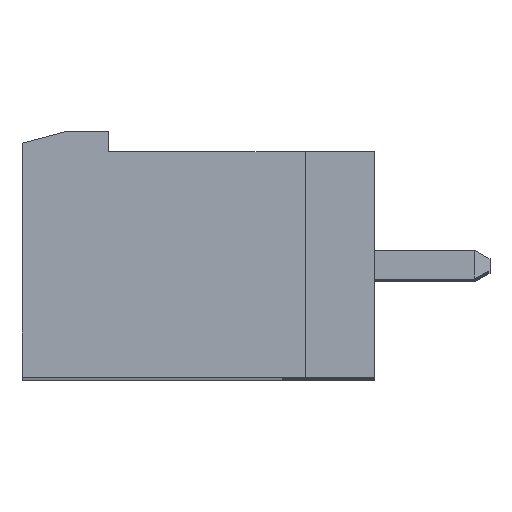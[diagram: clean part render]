
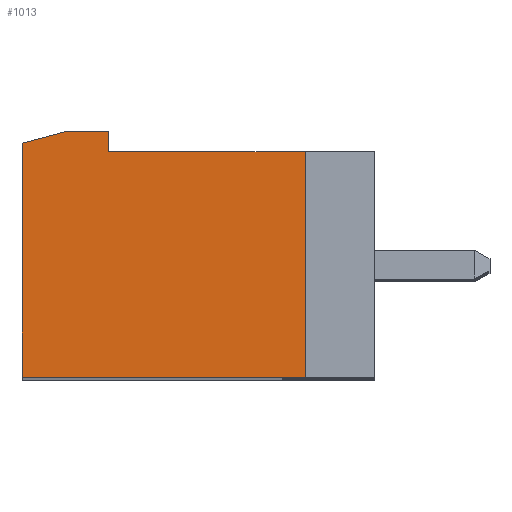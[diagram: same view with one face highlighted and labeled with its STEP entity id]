
A CAD part, top view. The second image highlights one B-rep face of the part: STEP entity #1013.
In plain terms, the highlighted planar face has unit normal (0, 0, 1).
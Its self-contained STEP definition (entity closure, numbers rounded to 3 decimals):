
#1013 = ADVANCED_FACE( '', ( #2254 ), #2255, .F. );
#2254 = FACE_OUTER_BOUND( '', #3722, .T. );
#2255 = PLANE( '', #3723 );
#3722 = EDGE_LOOP( '', ( #6755, #6756, #6757, #6758, #6759, #6760, #6761 ) );
#3723 = AXIS2_PLACEMENT_3D( '', #6762, #6763, #6764 );
#6755 = ORIENTED_EDGE( '', *, *, #9338, .F. );
#6756 = ORIENTED_EDGE( '', *, *, #9826, .F. );
#6757 = ORIENTED_EDGE( '', *, *, #9377, .F. );
#6758 = ORIENTED_EDGE( '', *, *, #9748, .F. );
#6759 = ORIENTED_EDGE( '', *, *, #8715, .F. );
#6760 = ORIENTED_EDGE( '', *, *, #9776, .F. );
#6761 = ORIENTED_EDGE( '', *, *, #9573, .F. );
#6762 = CARTESIAN_POINT( '', ( 197.225, 4.81, 46.72 ) );
#6763 = DIRECTION( '', ( 0., 0., -1. ) );
#6764 = DIRECTION( '', ( 0., -1., 0. ) );
#8715 = EDGE_CURVE( '', #10449, #10451, #10452, .T. );
#9338 = EDGE_CURVE( '', #11477, #11480, #11481, .T. );
#9377 = EDGE_CURVE( '', #11538, #11540, #11541, .T. );
#9573 = EDGE_CURVE( '', #11480, #11829, #11830, .T. );
#9748 = EDGE_CURVE( '', #10451, #11538, #12068, .T. );
#9776 = EDGE_CURVE( '', #11829, #10449, #12105, .T. );
#9826 = EDGE_CURVE( '', #11540, #11477, #12163, .T. );
#10449 = VERTEX_POINT( '', #12933 );
#10451 = VERTEX_POINT( '', #12936 );
#10452 = LINE( '', #12937, #12938 );
#11477 = VERTEX_POINT( '', #14460 );
#11480 = VERTEX_POINT( '', #14464 );
#11481 = LINE( '', #14465, #14466 );
#11538 = VERTEX_POINT( '', #14554 );
#11540 = VERTEX_POINT( '', #14557 );
#11541 = LINE( '', #14558, #14559 );
#11829 = VERTEX_POINT( '', #14988 );
#11830 = LINE( '', #14989, #14990 );
#12068 = LINE( '', #15357, #15358 );
#12105 = LINE( '', #15412, #15413 );
#12163 = LINE( '', #15503, #15504 );
#12933 = CARTESIAN_POINT( '', ( 204.225, -3.79, 46.72 ) );
#12936 = CARTESIAN_POINT( '', ( 194.425, -3.79, 46.72 ) );
#12937 = CARTESIAN_POINT( '', ( 194.225, -3.79, 46.72 ) );
#12938 = VECTOR( '', #16263, 1000. );
#14460 = CARTESIAN_POINT( '', ( 197.425, 4.71, 46.72 ) );
#14464 = CARTESIAN_POINT( '', ( 197.425, 4.01, 46.72 ) );
#14465 = CARTESIAN_POINT( '', ( 197.425, 4.31, 46.72 ) );
#14466 = VECTOR( '', #16795, 1000. );
#14554 = CARTESIAN_POINT( '', ( 194.425, 4.31, 46.72 ) );
#14557 = CARTESIAN_POINT( '', ( 195.918, 4.71, 46.72 ) );
#14558 = CARTESIAN_POINT( '', ( 195.918, 4.71, 46.72 ) );
#14559 = VECTOR( '', #16828, 1000. );
#14988 = CARTESIAN_POINT( '', ( 204.225, 4.01, 46.72 ) );
#14989 = CARTESIAN_POINT( '', ( 204.025, 4.01, 46.72 ) );
#14990 = VECTOR( '', #16994, 1000. );
#15357 = CARTESIAN_POINT( '', ( 194.425, 4.41, 46.72 ) );
#15358 = VECTOR( '', #17145, 1000. );
#15412 = CARTESIAN_POINT( '', ( 204.225, -3.79, 46.72 ) );
#15413 = VECTOR( '', #17178, 1000. );
#15503 = CARTESIAN_POINT( '', ( 197.425, 4.71, 46.72 ) );
#15504 = VECTOR( '', #17208, 1000. );
#16263 = DIRECTION( '', ( -1., 0., 0. ) );
#16795 = DIRECTION( '', ( 0., -1., 0. ) );
#16828 = DIRECTION( '', ( 0.966, 0.259, 0. ) );
#16994 = DIRECTION( '', ( 1., 0., 0. ) );
#17145 = DIRECTION( '', ( 0., 1., 0. ) );
#17178 = DIRECTION( '', ( 0., -1., 0. ) );
#17208 = DIRECTION( '', ( 1., 0., 0. ) );
